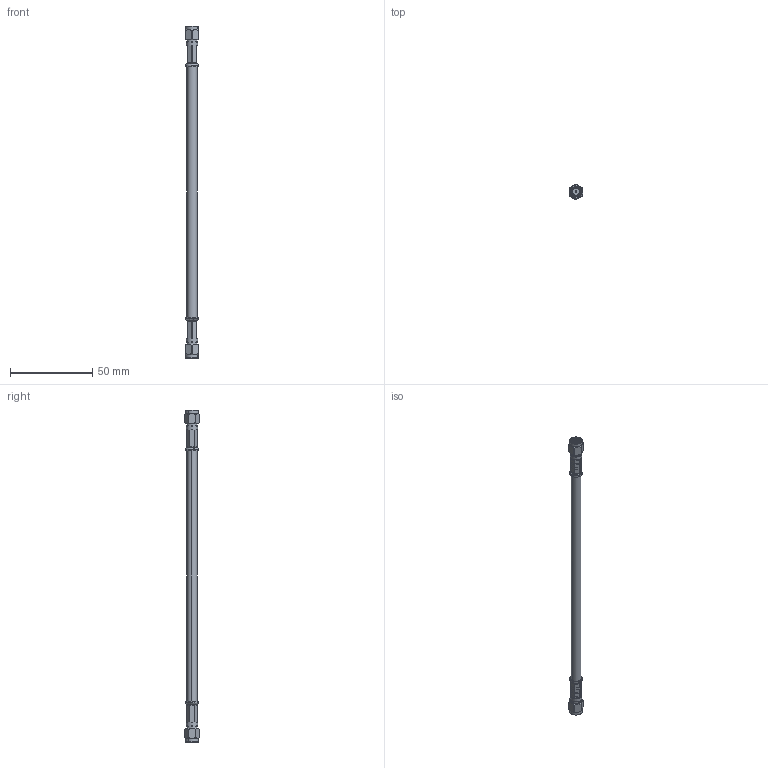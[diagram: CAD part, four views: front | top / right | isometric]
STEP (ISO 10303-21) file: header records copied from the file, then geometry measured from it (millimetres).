
FILE_DESCRIPTION (( 'STEP AP214' ), '1' );
FILE_NAME ('PE3C0052LF.step', '2021-11-18T19:24:37', ( '' ), ( '' ), 'SwSTEP 2.0', 'SolidWorks 2021', '' );
FILE_SCHEMA (( 'AUTOMOTIVE_DESIGN' ));
Length unit declared in the file: inch
Products named in the file (3): PE44637^PE3C0052LF_Crimped; LMR-240^PE3C0052LF_LMR-240; PE3C0052LF
Assembly tree (3 placements, depth 2):
  PE3C0052LF
    LMR-240^PE3C0052LF_LMR-240
    PE44637^PE3C0052LF_Crimped  x2
Bounding box: 7.94 x 8.99 x 202 mm (x, y, z)
Volume: 5794 mm3; surface area: 5624.3 mm2
Topology: 5 solids, 5 shells, 292 faces, 744 edges, 484 vertices
Faces by surface type: cylinder 152, plane 80, cone 38, bspline 22
Entity records: 9467 total; most frequent: CARTESIAN_POINT 5548, ORIENTED_EDGE 750, DIRECTION 625, EDGE_CURVE 375, AXIS2_PLACEMENT_3D 247, VERTEX_POINT 244, EDGE_LOOP 161, FACE_OUTER_BOUND 148
